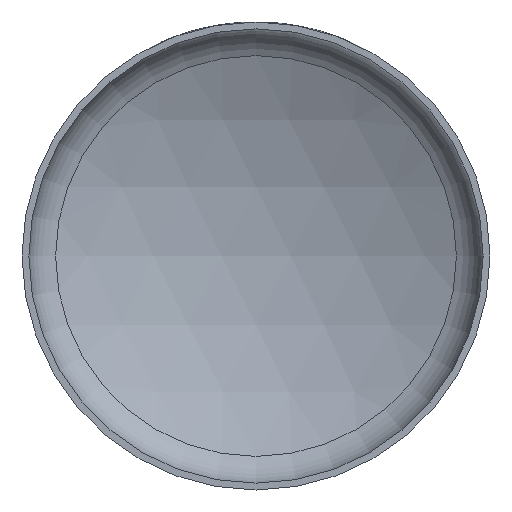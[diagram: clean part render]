
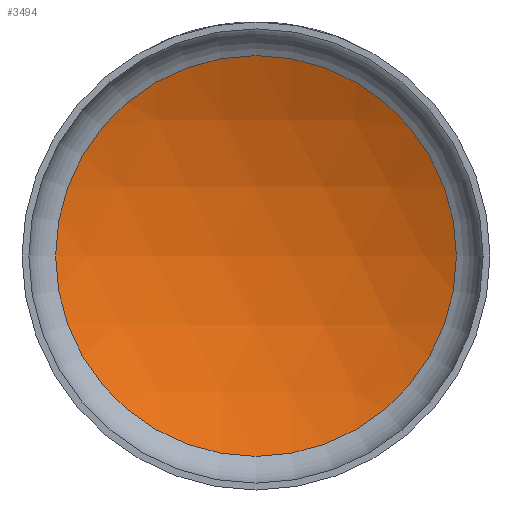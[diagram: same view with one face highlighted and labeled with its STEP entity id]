
A CAD part, front view. The second image highlights one B-rep face of the part: STEP entity #3494.
In plain terms, the highlighted spherical face has radius 273 mm.
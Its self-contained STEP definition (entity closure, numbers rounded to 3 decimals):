
#2180 = ORIENTED_EDGE ( 'NONE', *, *, #17439, .T. ) ;
#3189 = FACE_OUTER_BOUND ( 'NONE', #20253, .T. ) ;
#3494 = ADVANCED_FACE ( 'NONE', ( #3189 ), #10635, .F. ) ;
#3555 = VERTEX_POINT ( 'NONE', #17792 ) ;
#6935 = DIRECTION ( 'NONE',  ( 0., 0., 1. ) ) ;
#8665 = CARTESIAN_POINT ( 'NONE',  ( 0., -203.039, 0. ) ) ;
#10635 = SPHERICAL_SURFACE ( 'NONE', #16370, 273. ) ;
#11414 = CARTESIAN_POINT ( 'NONE',  ( 0., 43.671, 0. ) ) ;
#14882 = DIRECTION ( 'NONE',  ( 0., 0., -1. ) ) ;
#16370 = AXIS2_PLACEMENT_3D ( 'NONE', #8665, #6935, #22054 ) ;
#17439 = EDGE_CURVE ( 'NONE', #3555, #3555, #21984, .T. ) ;
#17792 = CARTESIAN_POINT ( 'NONE',  ( 0., 43.671, -116.889 ) ) ;
#20253 = EDGE_LOOP ( 'NONE', ( #2180 ) ) ;
#21984 = CIRCLE ( 'NONE', #24548, 116.889 ) ;
#22054 = DIRECTION ( 'NONE',  ( 1., 0., 0. ) ) ;
#24315 = DIRECTION ( 'NONE',  ( 0., -1., 0. ) ) ;
#24548 = AXIS2_PLACEMENT_3D ( 'NONE', #11414, #24315, #14882 ) ;
